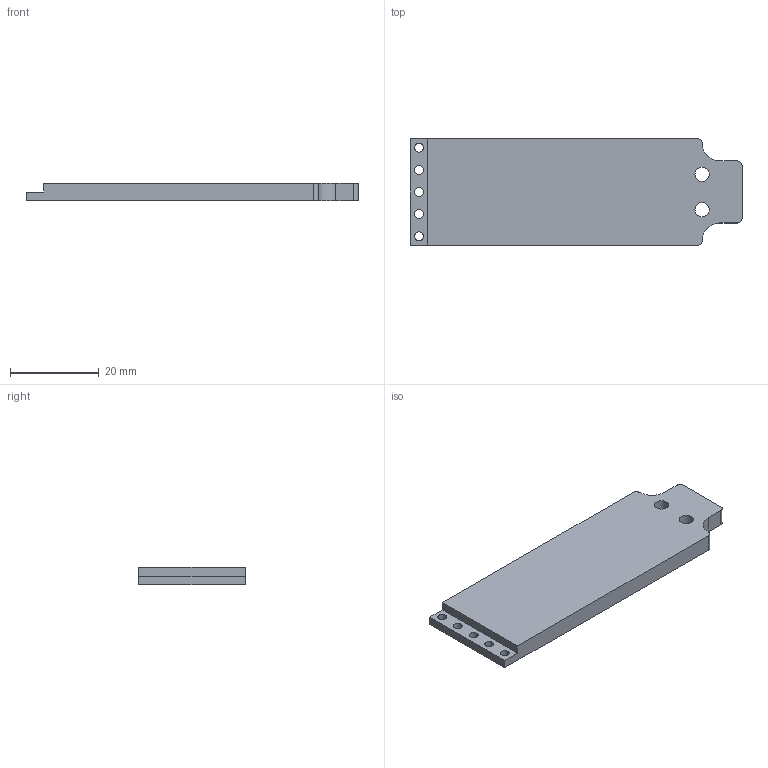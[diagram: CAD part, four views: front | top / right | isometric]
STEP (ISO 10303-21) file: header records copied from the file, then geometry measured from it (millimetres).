
FILE_DESCRIPTION(/* description */ (''),/* implementation_level */ '2;1');
FILE_NAME(/* name */ '30_Kicker Eisen.ipt.step',/* time_stamp */ '2020-01-21T16:40:56+01:00',/* author */ ('rYan'),/* organization */ (''),/* preprocessor_version */ 'ST-DEVELOPER v17.2',/* originating_system */ 'Autodesk Inventor 2019',/* authorisation */ '');
FILE_SCHEMA (('AUTOMOTIVE_DESIGN { 1 0 10303 214 3 1 1 }'));
Length unit declared in the file: millimetre
Products named in the file (1): Kicker Eisen
Bounding box: 75 x 24 x 4 mm (x, y, z)
Volume: 6574.6 mm3; surface area: 4267.3 mm2
Topology: 1 solids, 1 shells, 23 faces, 70 edges, 49 vertices
Faces by surface type: cylinder 13, plane 10
Full cylindrical faces by diameter (mm): 2 x5, 3.242 x2
Entity records: 876 total; most frequent: DIRECTION 151, CARTESIAN_POINT 143, ORIENTED_EDGE 140, EDGE_CURVE 70, AXIS2_PLACEMENT_3D 57, VERTEX_POINT 49, EDGE_LOOP 37, LINE 37
